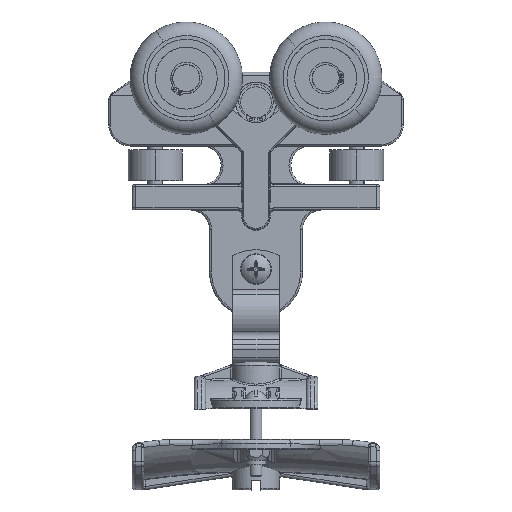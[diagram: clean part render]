
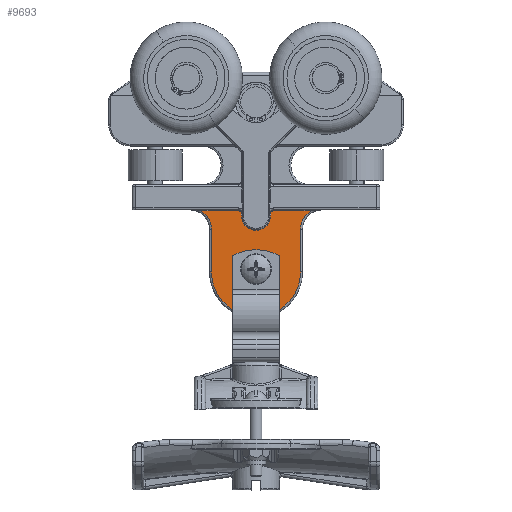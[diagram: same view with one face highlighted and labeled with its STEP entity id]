
A CAD part, top view. The second image highlights one B-rep face of the part: STEP entity #9693.
In plain terms, the highlighted planar face has unit normal (0, 0, 1).
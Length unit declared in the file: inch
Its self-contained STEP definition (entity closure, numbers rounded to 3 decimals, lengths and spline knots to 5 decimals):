
#1084=CARTESIAN_POINT('',(0.1875,-1.3915,0.25));
#1085=VERTEX_POINT('',#1084);
#1086=CARTESIAN_POINT('',(0.,-1.3915,0.25));
#1087=DIRECTION('',(0.0,0.0,-1.0));
#1088=DIRECTION('',(1.0,0.0,0.0));
#1089=AXIS2_PLACEMENT_3D('',#1086,#1087,#1088);
#1090=CIRCLE('',#1089,0.1875);
#1091=EDGE_CURVE('',#1085,#1085,#1090,.T.);
#9149=CARTESIAN_POINT('',(0.23435,-0.53125,0.25));
#9150=VERTEX_POINT('',#9149);
#9169=CARTESIAN_POINT('',(-0.23435,-0.53125,0.25));
#9170=VERTEX_POINT('',#9169);
#9178=CARTESIAN_POINT('',(0.,-0.53125,0.25));
#9179=DIRECTION('',(0.0,0.0,1.0));
#9180=DIRECTION('',(0.0,-1.0,0.0));
#9181=AXIS2_PLACEMENT_3D('',#9178,#9179,#9180);
#9182=CIRCLE('',#9181,0.23435);
#9183=EDGE_CURVE('',#9170,#9150,#9182,.T.);
#9193=CARTESIAN_POINT('',(0.23435,-0.5,0.25));
#9194=VERTEX_POINT('',#9193);
#9211=CARTESIAN_POINT('',(0.23435,-0.53125,0.25));
#9212=DIRECTION('',(0.0,1.0,0.0));
#9213=VECTOR('',#9212,0.03125);
#9214=LINE('',#9211,#9213);
#9215=EDGE_CURVE('',#9150,#9194,#9214,.T.);
#9227=CARTESIAN_POINT('',(-0.23435,-0.5,0.25));
#9228=VERTEX_POINT('',#9227);
#9236=CARTESIAN_POINT('',(-0.23435,-0.5,0.25));
#9237=DIRECTION('',(0.0,-1.0,0.0));
#9238=VECTOR('',#9237,0.03125);
#9239=LINE('',#9236,#9238);
#9240=EDGE_CURVE('',#9228,#9170,#9239,.T.);
#9257=CARTESIAN_POINT('',(0.28125,-0.4531,0.25));
#9258=VERTEX_POINT('',#9257);
#9276=CARTESIAN_POINT('',(0.28125,-0.5,0.25));
#9277=DIRECTION('',(0.0,0.0,-1.));
#9278=DIRECTION('',(-0.707,0.707,0.0));
#9279=AXIS2_PLACEMENT_3D('',#9276,#9277,#9278);
#9280=CIRCLE('',#9279,0.0469);
#9281=EDGE_CURVE('',#9194,#9258,#9280,.T.);
#9291=CARTESIAN_POINT('',(-0.28125,-0.4531,0.25));
#9292=VERTEX_POINT('',#9291);
#9300=CARTESIAN_POINT('',(-0.28125,-0.5,0.25));
#9301=DIRECTION('',(0.0,0.0,-1.0));
#9302=DIRECTION('',(0.707,0.707,0.0));
#9303=AXIS2_PLACEMENT_3D('',#9300,#9301,#9302);
#9304=CIRCLE('',#9303,0.0469);
#9305=EDGE_CURVE('',#9292,#9228,#9304,.T.);
#9323=CARTESIAN_POINT('',(0.88915,-0.4531,0.25));
#9324=VERTEX_POINT('',#9323);
#9341=CARTESIAN_POINT('',(0.28125,-0.4531,0.25));
#9342=DIRECTION('',(1.0,0.0,0.0));
#9343=VECTOR('',#9342,0.6079);
#9344=LINE('',#9341,#9343);
#9345=EDGE_CURVE('',#9258,#9324,#9344,.T.);
#9355=CARTESIAN_POINT('',(-0.88915,-0.4531,0.25));
#9356=VERTEX_POINT('',#9355);
#9364=CARTESIAN_POINT('',(-0.88915,-0.4531,0.25));
#9365=DIRECTION('',(1.0,0.0,0.0));
#9366=VECTOR('',#9365,0.6079);
#9367=LINE('',#9364,#9366);
#9368=EDGE_CURVE('',#9356,#9292,#9367,.T.);
#9615=CARTESIAN_POINT('',(0.7187,-0.75,0.25));
#9616=VERTEX_POINT('',#9615);
#9617=CARTESIAN_POINT('',(1.0625,-0.75,0.25));
#9618=DIRECTION('',(0.0,0.0,1.));
#9619=DIRECTION('',(-0.707,0.707,0.0));
#9620=AXIS2_PLACEMENT_3D('',#9617,#9618,#9619);
#9621=CIRCLE('',#9620,0.3438);
#9622=EDGE_CURVE('',#9324,#9616,#9621,.T.);
#9643=CARTESIAN_POINT('',(0.,0.2566,0.25));
#9644=DIRECTION('',(0.0,0.0,1.0));
#9645=DIRECTION('',(1.0,0.0,0.0));
#9646=AXIS2_PLACEMENT_3D('',#9643,#9644,#9645);
#9647=PLANE('',#9646);
#9648=ORIENTED_EDGE('',*,*,#9345,.F.);
#9649=ORIENTED_EDGE('',*,*,#9281,.F.);
#9650=ORIENTED_EDGE('',*,*,#9215,.F.);
#9651=ORIENTED_EDGE('',*,*,#9183,.F.);
#9652=ORIENTED_EDGE('',*,*,#9240,.F.);
#9653=ORIENTED_EDGE('',*,*,#9305,.F.);
#9654=ORIENTED_EDGE('',*,*,#9368,.F.);
#9655=CARTESIAN_POINT('',(-0.7187,-0.75,0.25));
#9656=VERTEX_POINT('',#9655);
#9657=CARTESIAN_POINT('',(-1.0625,-0.75,0.25));
#9658=DIRECTION('',(0.0,0.0,1.));
#9659=DIRECTION('',(0.707,0.707,0.0));
#9660=AXIS2_PLACEMENT_3D('',#9657,#9658,#9659);
#9661=CIRCLE('',#9660,0.3438);
#9662=EDGE_CURVE('',#9656,#9356,#9661,.T.);
#9663=ORIENTED_EDGE('',*,*,#9662,.F.);
#9664=CARTESIAN_POINT('',(-0.7187,-1.4375,0.25));
#9665=VERTEX_POINT('',#9664);
#9666=CARTESIAN_POINT('',(-0.7187,-1.4375,0.25));
#9667=DIRECTION('',(0.0,1.0,0.0));
#9668=VECTOR('',#9667,0.6875);
#9669=LINE('',#9666,#9668);
#9670=EDGE_CURVE('',#9665,#9656,#9669,.T.);
#9671=ORIENTED_EDGE('',*,*,#9670,.F.);
#9672=CARTESIAN_POINT('',(0.7187,-1.4375,0.25));
#9673=VERTEX_POINT('',#9672);
#9674=CARTESIAN_POINT('',(0.,-1.4375,0.25));
#9675=DIRECTION('',(0.0,0.0,-1.0));
#9676=DIRECTION('',(0.0,-1.0,0.0));
#9677=AXIS2_PLACEMENT_3D('',#9674,#9675,#9676);
#9678=CIRCLE('',#9677,0.7187);
#9679=EDGE_CURVE('',#9673,#9665,#9678,.T.);
#9680=ORIENTED_EDGE('',*,*,#9679,.F.);
#9681=CARTESIAN_POINT('',(0.7187,-0.75,0.25));
#9682=DIRECTION('',(0.0,-1.0,0.0));
#9683=VECTOR('',#9682,0.6875);
#9684=LINE('',#9681,#9683);
#9685=EDGE_CURVE('',#9616,#9673,#9684,.T.);
#9686=ORIENTED_EDGE('',*,*,#9685,.F.);
#9687=ORIENTED_EDGE('',*,*,#9622,.F.);
#9688=EDGE_LOOP('',(#9648,#9649,#9650,#9651,#9652,#9653,#9654,#9663,#9671,#9680,#9686,#9687));
#9689=FACE_OUTER_BOUND('',#9688,.T.);
#9690=ORIENTED_EDGE('',*,*,#1091,.T.);
#9691=EDGE_LOOP('',(#9690));
#9692=FACE_BOUND('',#9691,.T.);
#9693=ADVANCED_FACE('',(#9689,#9692),#9647,.T.);
